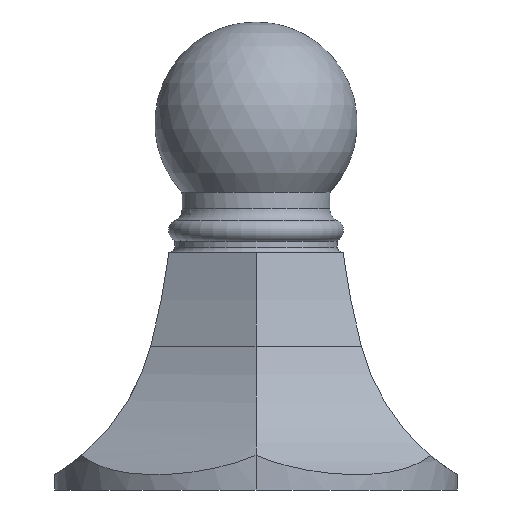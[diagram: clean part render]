
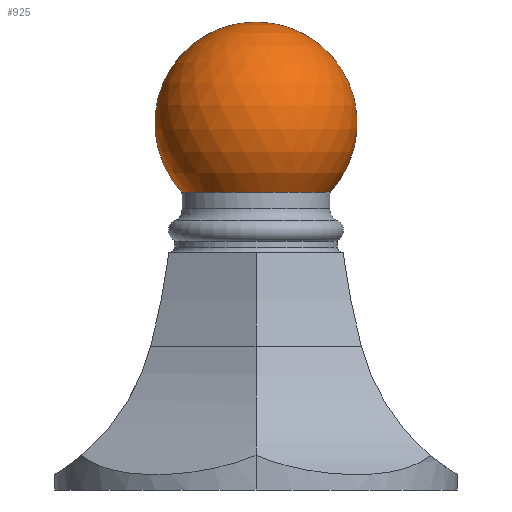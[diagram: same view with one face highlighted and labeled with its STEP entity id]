
A CAD part, left-side view. The second image highlights one B-rep face of the part: STEP entity #925.
In plain terms, the highlighted spherical face has radius 11.811 mm.
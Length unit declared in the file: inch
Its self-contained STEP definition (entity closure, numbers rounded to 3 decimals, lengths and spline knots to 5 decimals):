
#390=CARTESIAN_POINT('',(0.,0.,1.36779));
#391=DIRECTION('',(0.,0.,1.));
#392=DIRECTION('',(0.,1.,0.));
#393=AXIS2_PLACEMENT_3D('',#390,#391,#392);
#408=CARTESIAN_POINT('',(0.,0.,1.36779));
#409=DIRECTION('',(0.,0.,1.));
#410=DIRECTION('',(-0.289,0.957,0.));
#411=AXIS2_PLACEMENT_3D('',#408,#409,#410);
#413=CARTESIAN_POINT('',(0.,0.,1.685));
#414=DIRECTION('',(1.,0.,0.));
#415=DIRECTION('',(0.,0.731,-0.682));
#416=AXIS2_PLACEMENT_3D('',#413,#414,#415);
#418=CARTESIAN_POINT('',(0.,0.,1.685));
#419=DIRECTION('',(-1.,0.,0.));
#420=DIRECTION('',(0.,-0.731,-0.682));
#421=AXIS2_PLACEMENT_3D('',#418,#419,#420);
#474=CARTESIAN_POINT('',(0.,-0.34,1.36779));
#475=CARTESIAN_POINT('',(0.,0.,2.15));
#476=VERTEX_POINT('',#474);
#477=VERTEX_POINT('',#475);
#480=CARTESIAN_POINT('',(-0.09837,0.32546,
1.36779));
#481=VERTEX_POINT('',#480);
#498=CARTESIAN_POINT('',(0.,0.34,1.36779));
#499=VERTEX_POINT('',#498);
#912=CARTESIAN_POINT('',(0.,0.,1.685));
#913=DIRECTION('',(0.,0.,-1.));
#914=DIRECTION('',(0.,-1.,0.));
#915=AXIS2_PLACEMENT_3D('',#912,#913,#914);
#916=SPHERICAL_SURFACE('',#915,0.465);
#917=ORIENTED_EDGE('',*,*,#904,.F.);
#918=ORIENTED_EDGE('',*,*,#888,.F.);
#920=ORIENTED_EDGE('',*,*,#919,.T.);
#922=ORIENTED_EDGE('',*,*,#921,.F.);
#923=EDGE_LOOP('',(#917,#918,#920,#922));
#924=FACE_OUTER_BOUND('',#923,.F.);
#925=ADVANCED_FACE('',(#924),#916,.T.);
#394=CIRCLE('',#393,0.34);
#412=CIRCLE('',#411,0.34);
#417=CIRCLE('',#416,0.465);
#422=CIRCLE('',#421,0.465);
#888=EDGE_CURVE('',#499,#481,#394,.T.);
#904=EDGE_CURVE('',#481,#476,#412,.T.);
#919=EDGE_CURVE('',#499,#477,#417,.T.);
#921=EDGE_CURVE('',#476,#477,#422,.T.);
